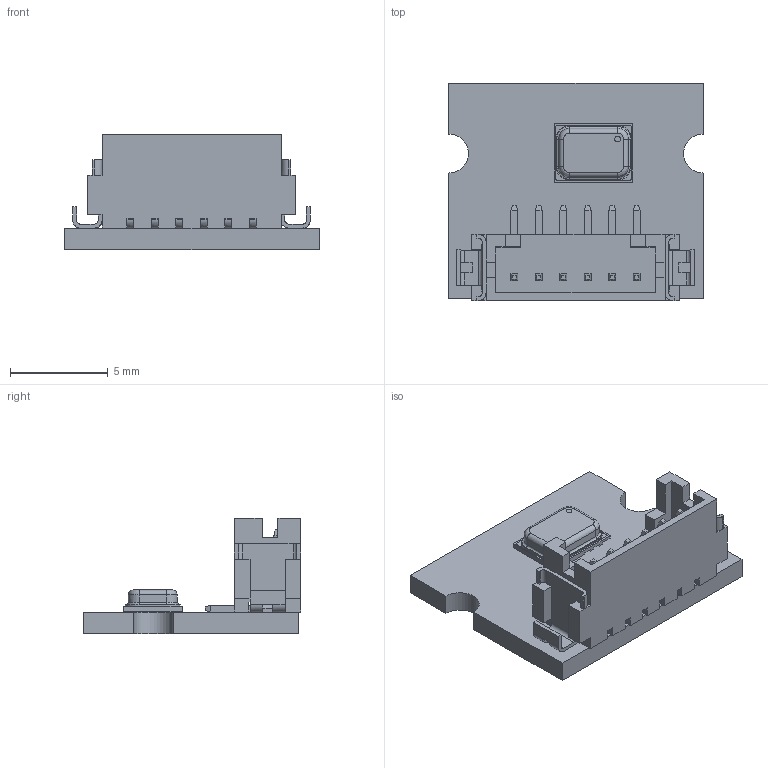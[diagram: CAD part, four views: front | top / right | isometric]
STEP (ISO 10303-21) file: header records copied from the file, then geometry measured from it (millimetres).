
FILE_DESCRIPTION(('KiCad electronic assembly'),'2;1');
FILE_NAME('Micro_43432_no_screw.step','2022-05-25T15:23:26',('Pcbnew'),( 'Kicad'),'Open CASCADE STEP processor 7.5','KiCad to STEP converter' ,'Unknown');
FILE_SCHEMA(('AUTOMOTIVE_DESIGN { 1 0 10303 214 1 1 1 1 }'));
Length unit declared in the file: millimetre
Products named in the file (6): Micro_43432_no_screw 1; WNCW-1600327; COMPOUND; ICS-43432; _autosave-Micro_43432 PCB
Assembly tree (5 placements, depth 3):
  Micro_43432_no_screw 1
    WNCW-1600327
      COMPOUND
    ICS-43432
      COMPOUND
    _autosave-Micro_43432 PCB
Bounding box: 13 x 11.13 x 5.91 mm (x, y, z)
Volume: 249.1 mm3; surface area: 733.3 mm2
Topology: 13 solids, 13 shells, 491 faces, 1267 edges, 810 vertices
Faces by surface type: bspline 480, plane 8, cylinder 3
Full cylindrical faces by diameter (mm): 0.5 x1
Entity records: 28152 total; most frequent: CARTESIAN_POINT 11350, B_SPLINE_CURVE_WITH_KNOTS 3424, ORIENTED_EDGE 2534, PCURVE 2534, DEFINITIONAL_REPRESENTATION 2534, EDGE_CURVE 1267, SURFACE_CURVE 1266, VERTEX_POINT 810
